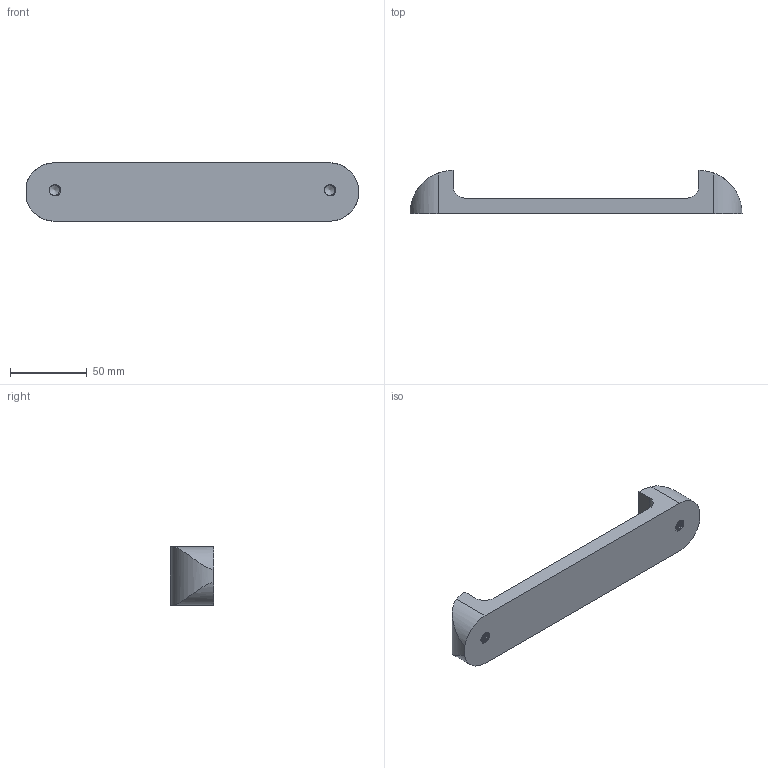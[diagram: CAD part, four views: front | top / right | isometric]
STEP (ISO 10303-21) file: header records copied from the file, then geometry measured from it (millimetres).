
FILE_DESCRIPTION(('FreeCAD Model'),'2;1');
FILE_NAME('Open CASCADE Shape Model','2024-11-21T16:55:10',(''),(''), 'Open CASCADE STEP processor 7.8','FreeCAD','Unknown');
FILE_SCHEMA(('AUTOMOTIVE_DESIGN { 1 0 10303 214 1 1 1 1 }'));
Length unit declared in the file: millimetre
Products named in the file (1): Pipe160CrossFoot38M8
Bounding box: 216 x 28 x 38 mm (x, y, z)
Volume: 103433.3 mm3; surface area: 24878.6 mm2
Topology: 1 solids, 1 shells, 136 faces, 346 edges, 212 vertices
Faces by surface type: bspline 88, cylinder 38, plane 8, cone 2
Full cylindrical faces by diameter (mm): 6.828 x28
Entity records: 27741 total; most frequent: CARTESIAN_POINT 22006, ORIENTED_EDGE 688, PCURVE 688, DEFINITIONAL_REPRESENTATION 688, DIRECTION 620, B_SPLINE_CURVE_WITH_KNOTS 520, LINE 478, VECTOR 478
